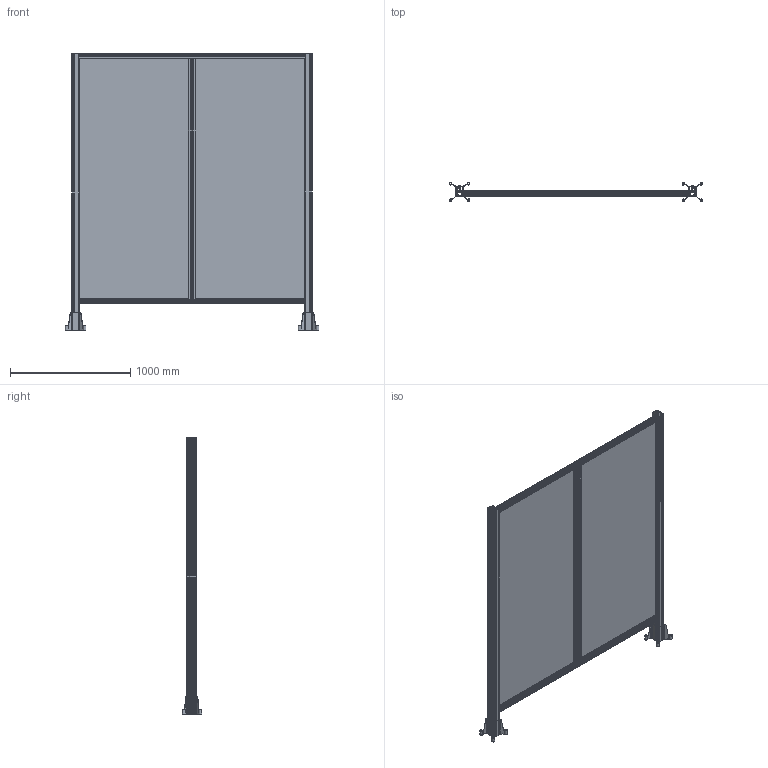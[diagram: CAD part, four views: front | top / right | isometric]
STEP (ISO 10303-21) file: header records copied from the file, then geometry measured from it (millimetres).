
FILE_DESCRIPTION((''),'2;1');
FILE_NAME('SZ8125_K.stp','2012-11-23T14:04:08',('marina kaa'),(''),'Autodesk Inventor 2012','Autodesk Inventor 2012','');
FILE_SCHEMA(('AUTOMOTIVE_DESIGN { 1 0 10303 214 1 1 1 1 }'));
Length unit declared in the file: millimetre
Products named in the file (1): SZ8125_K
Bounding box: 2113.97 x 163.44 x 2300 mm (x, y, z)
Volume: 24371352.5 mm3; surface area: 16966862 mm2
Topology: 2 solids, 2 shells, 1240 faces, 3903 edges, 2538 vertices
Faces by surface type: plane 707, cylinder 533
Full cylindrical faces by diameter (mm): 6.647 x4, 6.8 x9, 12 x4, 13 x8
Entity records: 46413 total; most frequent: CARTESIAN_POINT 9887, ORIENTED_EDGE 7700, DIRECTION 7228, EDGE_CURVE 3850, VECTOR 2566, LINE 2566, VERTEX_POINT 2518, AXIS2_PLACEMENT_3D 2331
